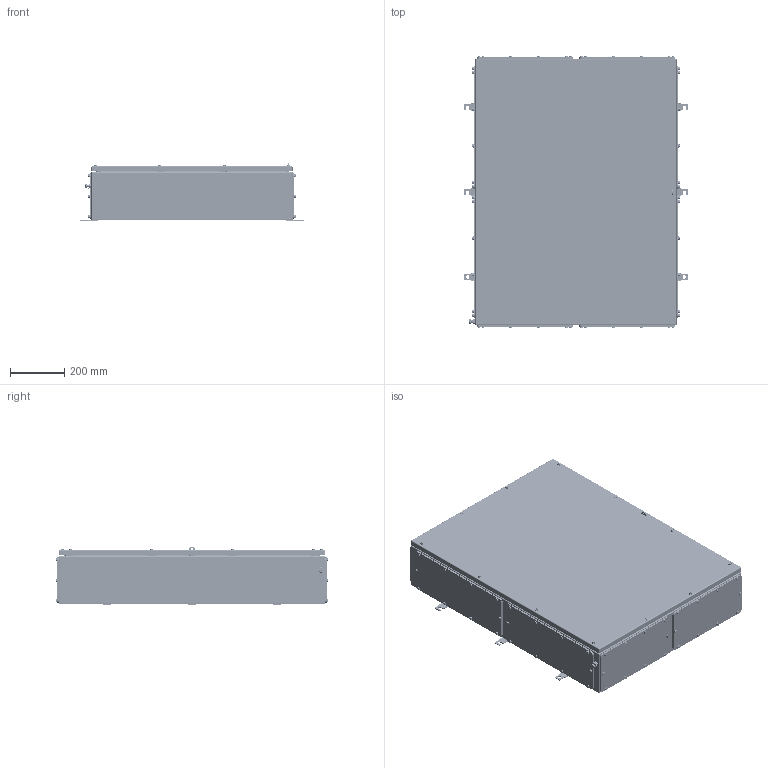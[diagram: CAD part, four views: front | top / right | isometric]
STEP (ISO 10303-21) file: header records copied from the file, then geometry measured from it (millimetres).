
FILE_DESCRIPTION(('CATIA V5 STEP Exchange','CAx-IF Rec.Pracs.--- Model Styling and Organization---1.4--- 2014-01-23'),'2;1');
FILE_NAME ('008603-5_3_1195640000_1195640000.stp','2019-09-24T06:12:13+00:00',('none'),('Weidmueller'),'CATIA Version 5-6 Release 2016 SP3 HF44','CATIA V5 STEP AP214','none');
FILE_SCHEMA(('AUTOMOTIVE_DESIGN { 1 0 10303 214 1 1 1 1 }'));
Products named in the file (1): 1195640000
Bounding box: 821 x 1002 x 214.9 mm (x, y, z)
Volume: 5270903.8 mm3; surface area: 5553658.7 mm2
Topology: 233 solids, 233 shells, 6197 faces, 14334 edges, 8709 vertices
Faces by surface type: cylinder 2929, plane 2264, cone 446, torus 278, sphere 200, bspline 80
Entity records: 172709 total; most frequent: CARTESIAN_POINT 41551, ORIENTED_EDGE 27880, DIRECTION 22444, EDGE_CURVE 13940, AXIS2_PLACEMENT_3D 10312, VERTEX_POINT 8709, VECTOR 7419, LINE 7419
